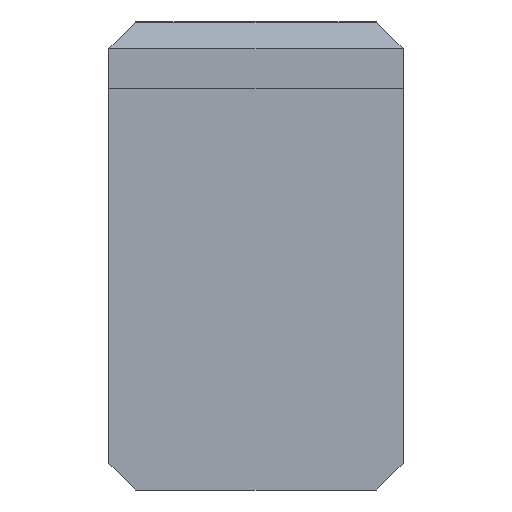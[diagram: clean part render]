
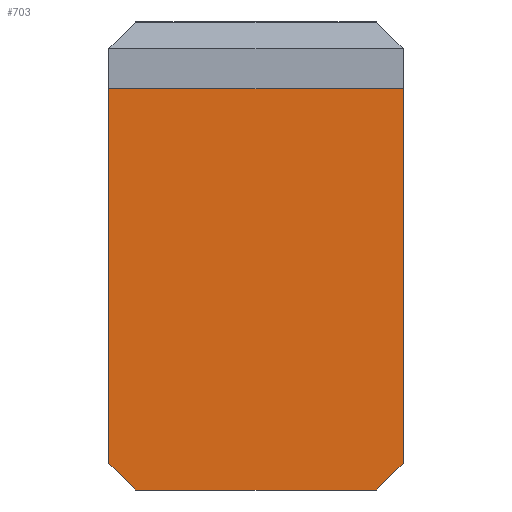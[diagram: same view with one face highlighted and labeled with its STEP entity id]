
A CAD part, front view. The second image highlights one B-rep face of the part: STEP entity #703.
In plain terms, the highlighted planar face has unit normal (0, -1, 0).
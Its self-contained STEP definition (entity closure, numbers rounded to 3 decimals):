
#48=PLANE('',#779);
#88=FACE_OUTER_BOUND('',#139,.T.);
#139=EDGE_LOOP('',(#608,#609,#610,#611,#612,#613));
#190=LINE('',#1130,#262);
#204=LINE('',#1153,#276);
#206=LINE('',#1157,#278);
#209=LINE('',#1162,#281);
#210=LINE('',#1164,#282);
#211=LINE('',#1165,#283);
#262=VECTOR('',#927,10.);
#276=VECTOR('',#949,10.);
#278=VECTOR('',#953,10.);
#281=VECTOR('',#958,10.);
#282=VECTOR('',#959,10.);
#283=VECTOR('',#960,10.);
#363=VERTEX_POINT('',#1127);
#364=VERTEX_POINT('',#1129);
#368=VERTEX_POINT('',#1150);
#369=VERTEX_POINT('',#1152);
#370=VERTEX_POINT('',#1156);
#372=VERTEX_POINT('',#1163);
#438=EDGE_CURVE('',#363,#364,#190,.T.);
#452=EDGE_CURVE('',#368,#369,#204,.T.);
#454=EDGE_CURVE('',#370,#364,#206,.F.);
#457=EDGE_CURVE('',#369,#363,#209,.F.);
#458=EDGE_CURVE('',#372,#368,#210,.T.);
#459=EDGE_CURVE('',#370,#372,#211,.T.);
#608=ORIENTED_EDGE('',*,*,#438,.F.);
#609=ORIENTED_EDGE('',*,*,#457,.F.);
#610=ORIENTED_EDGE('',*,*,#452,.F.);
#611=ORIENTED_EDGE('',*,*,#458,.F.);
#612=ORIENTED_EDGE('',*,*,#459,.F.);
#613=ORIENTED_EDGE('',*,*,#454,.T.);
#703=ADVANCED_FACE('',(#88),#48,.T.);
#779=AXIS2_PLACEMENT_3D('',#1161,#956,#957);
#927=DIRECTION('',(-0.707,0.,0.707));
#949=DIRECTION('',(-0.707,0.,-0.707));
#953=DIRECTION('',(0.,0.,1.));
#956=DIRECTION('center_axis',(0.,-1.,0.));
#957=DIRECTION('ref_axis',(-1.,0.,0.));
#958=DIRECTION('',(1.,0.,0.));
#959=DIRECTION('',(0.,0.,-1.));
#960=DIRECTION('',(1.,0.,0.));
#1127=CARTESIAN_POINT('',(-9.,-11.5,-35.));
#1129=CARTESIAN_POINT('',(-11.,-11.5,-33.));
#1130=CARTESIAN_POINT('',(-12.,-11.5,-32.));
#1150=CARTESIAN_POINT('',(11.,-11.5,-33.));
#1152=CARTESIAN_POINT('',(9.,-11.5,-35.));
#1153=CARTESIAN_POINT('',(17.5,-11.5,-26.5));
#1156=CARTESIAN_POINT('',(-11.,-11.5,-5.));
#1157=CARTESIAN_POINT('',(-11.,-11.5,-5.));
#1161=CARTESIAN_POINT('Origin',(11.,-11.5,-5.));
#1162=CARTESIAN_POINT('',(5.5,-11.5,-35.));
#1163=CARTESIAN_POINT('',(11.,-11.5,-5.));
#1164=CARTESIAN_POINT('',(11.,-11.5,-5.));
#1165=CARTESIAN_POINT('',(5.5,-11.5,-5.));
